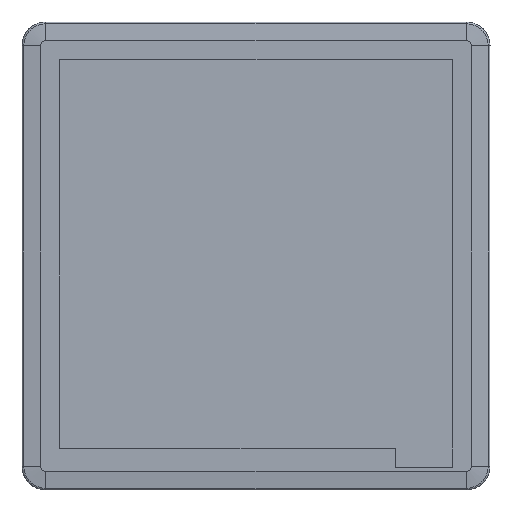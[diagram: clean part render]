
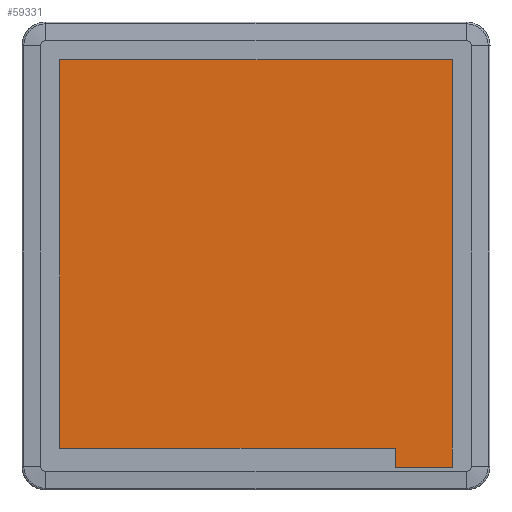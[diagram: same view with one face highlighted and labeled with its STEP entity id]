
A CAD part, front view. The second image highlights one B-rep face of the part: STEP entity #59331.
In plain terms, the highlighted planar face has unit normal (0, -1, 0).
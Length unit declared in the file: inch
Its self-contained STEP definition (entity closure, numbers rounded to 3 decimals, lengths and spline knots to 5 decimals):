
#8063 = VECTOR ( 'NONE', #32845, 39.37008 ) ;
#10116 = VERTEX_POINT ( 'NONE', #37963 ) ;
#10702 = EDGE_CURVE ( 'NONE', #56577, #23895, #17217, .T. ) ;
#10847 = ORIENTED_EDGE ( 'NONE', *, *, #39504, .F. ) ;
#11169 = VERTEX_POINT ( 'NONE', #21677 ) ;
#11875 = ORIENTED_EDGE ( 'NONE', *, *, #52598, .F. ) ;
#11934 = DIRECTION ( 'NONE',  ( 0., 0., 1. ) ) ;
#12487 = CARTESIAN_POINT ( 'NONE',  ( -4.13388, -1.31102, -4.45675 ) ) ;
#12513 = ORIENTED_EDGE ( 'NONE', *, *, #55612, .F. ) ;
#13199 = DIRECTION ( 'NONE',  ( -1., 0., 0. ) ) ;
#13485 = CARTESIAN_POINT ( 'NONE',  ( -4.13388, -1.31102, -4.04696 ) ) ;
#13910 = DIRECTION ( 'NONE',  ( 0., 0., -1. ) ) ;
#14134 = CARTESIAN_POINT ( 'NONE',  ( -4.13388, -1.31102, -4.45675 ) ) ;
#17164 = LINE ( 'NONE', #50782, #51393 ) ;
#17217 = LINE ( 'NONE', #17813, #41151 ) ;
#17526 = DIRECTION ( 'NONE',  ( 0., 0., 1. ) ) ;
#17813 = CARTESIAN_POINT ( 'NONE',  ( 4.96112, -1.31102, 4.13352 ) ) ;
#18336 = LINE ( 'NONE', #14134, #8063 ) ;
#18588 = LINE ( 'NONE', #13485, #20540 ) ;
#20540 = VECTOR ( 'NONE', #13199, 39.37008 ) ;
#21677 = CARTESIAN_POINT ( 'NONE',  ( 2.93309, -1.31102, -4.45675 ) ) ;
#22459 = DIRECTION ( 'NONE',  ( 0., 1., 0. ) ) ;
#23513 = EDGE_CURVE ( 'NONE', #10116, #56577, #53128, .T. ) ;
#23572 = VECTOR ( 'NONE', #17526, 39.37008 ) ;
#23895 = VERTEX_POINT ( 'NONE', #27918 ) ;
#25525 = EDGE_LOOP ( 'NONE', ( #49143, #12513, #10847, #29941, #36351, #11875, #31624 ) ) ;
#25526 = CARTESIAN_POINT ( 'NONE',  ( 4.13388, -1.31102, -4.45675 ) ) ;
#26142 = CARTESIAN_POINT ( 'NONE',  ( -4.13353, -1.31102, -4.86589 ) ) ;
#26637 = CARTESIAN_POINT ( 'NONE',  ( 2.93309, -1.31102, -4.45675 ) ) ;
#26724 = FACE_OUTER_BOUND ( 'NONE', #25525, .T. ) ;
#27188 = DIRECTION ( 'NONE',  ( 1., 0., 0. ) ) ;
#27918 = CARTESIAN_POINT ( 'NONE',  ( 4.13353, -1.31102, 4.13352 ) ) ;
#29941 = ORIENTED_EDGE ( 'NONE', *, *, #57707, .F. ) ;
#31003 = VERTEX_POINT ( 'NONE', #25526 ) ;
#31624 = ORIENTED_EDGE ( 'NONE', *, *, #10702, .F. ) ;
#32845 = DIRECTION ( 'NONE',  ( -1., 0., 0. ) ) ;
#35604 = DIRECTION ( 'NONE',  ( 0., 0., -1. ) ) ;
#36351 = ORIENTED_EDGE ( 'NONE', *, *, #43839, .F. ) ;
#37963 = CARTESIAN_POINT ( 'NONE',  ( -4.13353, -1.31102, -4.04696 ) ) ;
#39396 = CARTESIAN_POINT ( 'NONE',  ( 4.1337, -1.31103, -4.03943 ) ) ;
#39504 = EDGE_CURVE ( 'NONE', #11169, #44933, #55106, .T. ) ;
#40929 = DIRECTION ( 'NONE',  ( 0., 0., 1. ) ) ;
#41151 = VECTOR ( 'NONE', #27188, 39.37008 ) ;
#41421 = LINE ( 'NONE', #59382, #49548 ) ;
#43442 = VECTOR ( 'NONE', #11934, 39.37008 ) ;
#43839 = EDGE_CURVE ( 'NONE', #53170, #31003, #41421, .T. ) ;
#43886 = CARTESIAN_POINT ( 'NONE',  ( 2.93309, -1.31102, -4.04696 ) ) ;
#44933 = VERTEX_POINT ( 'NONE', #43886 ) ;
#47655 = AXIS2_PLACEMENT_3D ( 'NONE', #12487, #22459, #40929 ) ;
#49143 = ORIENTED_EDGE ( 'NONE', *, *, #23513, .F. ) ;
#49548 = VECTOR ( 'NONE', #13910, 39.37008 ) ;
#50782 = CARTESIAN_POINT ( 'NONE',  ( 4.13353, -1.31102, -4.45675 ) ) ;
#51393 = VECTOR ( 'NONE', #35604, 39.37008 ) ;
#52598 = EDGE_CURVE ( 'NONE', #23895, #53170, #17164, .T. ) ;
#53128 = LINE ( 'NONE', #26142, #43442 ) ;
#53170 = VERTEX_POINT ( 'NONE', #39396 ) ;
#54608 = PLANE ( 'NONE',  #47655 ) ;
#55106 = LINE ( 'NONE', #26637, #23572 ) ;
#55612 = EDGE_CURVE ( 'NONE', #44933, #10116, #18588, .T. ) ;
#56577 = VERTEX_POINT ( 'NONE', #58423 ) ;
#57707 = EDGE_CURVE ( 'NONE', #31003, #11169, #18336, .T. ) ;
#58423 = CARTESIAN_POINT ( 'NONE',  ( -4.13353, -1.31102, 4.13352 ) ) ;
#59331 = ADVANCED_FACE ( 'NONE', ( #26724 ), #54608, .F. ) ;
#59382 = CARTESIAN_POINT ( 'NONE',  ( 4.13388, -1.31102, -4.45675 ) ) ;
